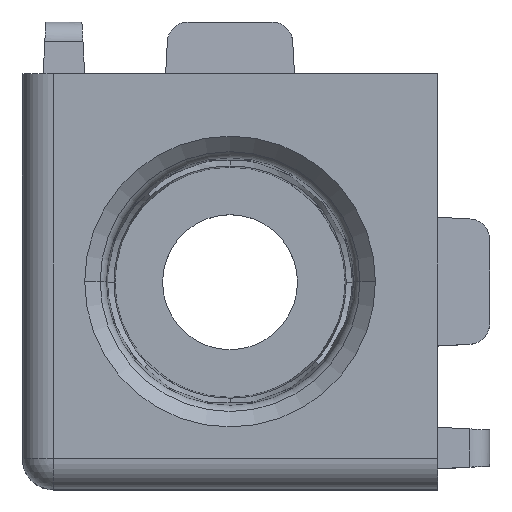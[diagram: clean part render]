
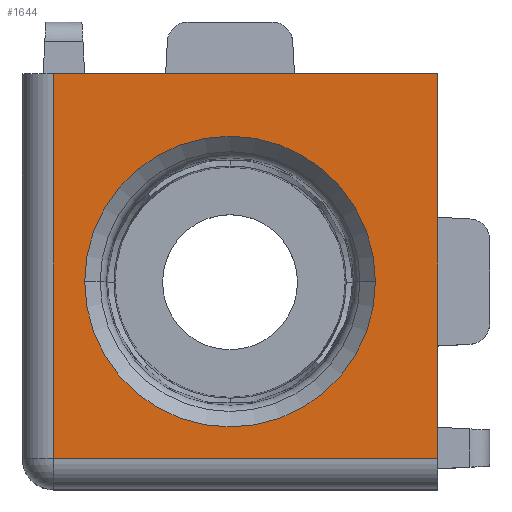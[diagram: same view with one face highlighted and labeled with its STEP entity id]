
A CAD part, top view. The second image highlights one B-rep face of the part: STEP entity #1644.
In plain terms, the highlighted planar face has unit normal (0, 0, 1).
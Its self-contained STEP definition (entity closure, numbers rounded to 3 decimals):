
#59 = CARTESIAN_POINT ( 'NONE',  ( 10., -8.5, 10. ) ) ;
#60 = DIRECTION ( 'NONE',  ( 1., 0., 0. ) ) ;
#214 = LINE ( 'NONE', #5607, #221 ) ;
#217 = CIRCLE ( 'NONE', #4427, 7. ) ;
#221 = VECTOR ( 'NONE', #5602, 1000. ) ;
#285 = EDGE_CURVE ( 'NONE', #789, #1518, #4300, .T. ) ;
#377 = AXIS2_PLACEMENT_3D ( 'NONE', #1494, #1495, #1496 ) ;
#713 = EDGE_CURVE ( 'NONE', #3215, #3214, #217, .T. ) ;
#714 = EDGE_CURVE ( 'NONE', #2359, #789, #214, .T. ) ;
#742 = EDGE_CURVE ( 'NONE', #1518, #2354, #5089, .T. ) ;
#789 = VERTEX_POINT ( 'NONE', #4633 ) ;
#1283 = CARTESIAN_POINT ( 'NONE',  ( 10., 10., 10. ) ) ;
#1288 = CARTESIAN_POINT ( 'NONE',  ( -8.5, 10., 10. ) ) ;
#1324 = CARTESIAN_POINT ( 'NONE',  ( 7., 0., 10. ) ) ;
#1325 = CARTESIAN_POINT ( 'NONE',  ( -7., 0., 10. ) ) ;
#1494 = CARTESIAN_POINT ( 'NONE',  ( 0., 0., 10. ) ) ;
#1495 = DIRECTION ( 'NONE',  ( 0., 0., -1. ) ) ;
#1496 = DIRECTION ( 'NONE',  ( 1., 0., 0. ) ) ;
#1518 = VERTEX_POINT ( 'NONE', #4690 ) ;
#1644 = ADVANCED_FACE ( 'NONE', ( #5146, #5149 ), #3996, .T. ) ;
#1855 = ORIENTED_EDGE ( 'NONE', *, *, #742, .T. ) ;
#2203 = EDGE_CURVE ( 'NONE', #3214, #3215, #4840, .T. ) ;
#2354 = VERTEX_POINT ( 'NONE', #1283 ) ;
#2359 = VERTEX_POINT ( 'NONE', #1288 ) ;
#2808 = CARTESIAN_POINT ( 'NONE',  ( -10., 10., 10. ) ) ;
#2809 = DIRECTION ( 'NONE',  ( -1., 0., 0. ) ) ;
#3214 = VERTEX_POINT ( 'NONE', #1324 ) ;
#3215 = VERTEX_POINT ( 'NONE', #1325 ) ;
#3335 = EDGE_LOOP ( 'NONE', ( #4213, #4236 ) ) ;
#3344 = EDGE_LOOP ( 'NONE', ( #4199, #4214, #1855, #4200 ) ) ;
#3669 = LINE ( 'NONE', #2808, #3671 ) ;
#3671 = VECTOR ( 'NONE', #2809, 1000. ) ;
#3990 = CARTESIAN_POINT ( 'NONE',  ( -10., -10., 10. ) ) ;
#3996 = PLANE ( 'NONE',  #4727 ) ;
#3998 = DIRECTION ( 'NONE',  ( 0., 0., 1. ) ) ;
#3999 = DIRECTION ( 'NONE',  ( 1., 0., 0. ) ) ;
#4199 = ORIENTED_EDGE ( 'NONE', *, *, #714, .T. ) ;
#4200 = ORIENTED_EDGE ( 'NONE', *, *, #4333, .T. ) ;
#4213 = ORIENTED_EDGE ( 'NONE', *, *, #2203, .T. ) ;
#4214 = ORIENTED_EDGE ( 'NONE', *, *, #285, .T. ) ;
#4236 = ORIENTED_EDGE ( 'NONE', *, *, #713, .T. ) ;
#4300 = LINE ( 'NONE', #59, #4303 ) ;
#4303 = VECTOR ( 'NONE', #60, 1000. ) ;
#4333 = EDGE_CURVE ( 'NONE', #2354, #2359, #3669, .T. ) ;
#4427 = AXIS2_PLACEMENT_3D ( 'NONE', #5608, #5609, #5610 ) ;
#4633 = CARTESIAN_POINT ( 'NONE',  ( -8.5, -8.5, 10. ) ) ;
#4690 = CARTESIAN_POINT ( 'NONE',  ( 10., -8.5, 10. ) ) ;
#4727 = AXIS2_PLACEMENT_3D ( 'NONE', #3990, #3998, #3999 ) ;
#4840 = CIRCLE ( 'NONE', #377, 7. ) ;
#5089 = LINE ( 'NONE', #5680, #5092 ) ;
#5092 = VECTOR ( 'NONE', #5681, 1000. ) ;
#5146 = FACE_BOUND ( 'NONE', #3335, .T. ) ;
#5149 = FACE_OUTER_BOUND ( 'NONE', #3344, .T. ) ;
#5602 = DIRECTION ( 'NONE',  ( 0., -1., 0. ) ) ;
#5607 = CARTESIAN_POINT ( 'NONE',  ( -8.5, -10., 10. ) ) ;
#5608 = CARTESIAN_POINT ( 'NONE',  ( 0., 0., 10. ) ) ;
#5609 = DIRECTION ( 'NONE',  ( 0., 0., -1. ) ) ;
#5610 = DIRECTION ( 'NONE',  ( 1., 0., 0. ) ) ;
#5680 = CARTESIAN_POINT ( 'NONE',  ( 10., 10., 10. ) ) ;
#5681 = DIRECTION ( 'NONE',  ( 0., 1., 0. ) ) ;
